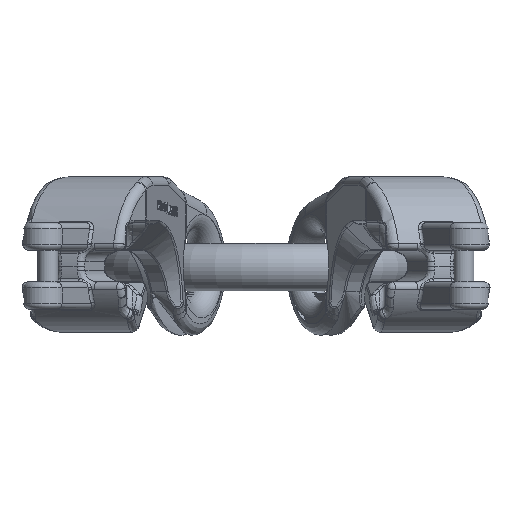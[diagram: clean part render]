
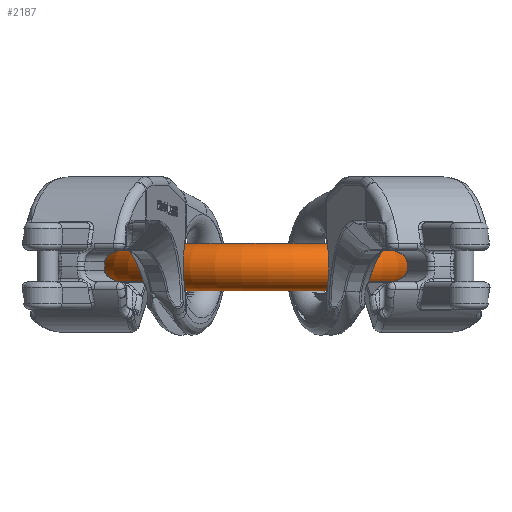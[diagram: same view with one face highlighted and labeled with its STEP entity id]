
A CAD part, front view. The second image highlights one B-rep face of the part: STEP entity #2187.
In plain terms, the highlighted toroidal (fillet/blend) face has major radius 48.25 mm and minor radius 8.25 mm.
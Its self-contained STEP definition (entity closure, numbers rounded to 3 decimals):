
#1696=TOROIDAL_SURFACE('',#18184,48.25,8.25);
#2187=ADVANCED_FACE('',(#4163,#4164),#1696,.T.);
#3614=CIRCLE('',#18175,8.25);
#3615=CIRCLE('',#18177,8.25);
#4163=FACE_BOUND('',#4270,.T.);
#4164=FACE_BOUND('',#4271,.T.);
#4270=EDGE_LOOP('',(#6734));
#4271=EDGE_LOOP('',(#6735));
#6734=ORIENTED_EDGE('',*,*,#13676,.F.);
#6735=ORIENTED_EDGE('',*,*,#13675,.T.);
#12023=VERTEX_POINT('',#24148);
#12024=VERTEX_POINT('',#24151);
#13675=EDGE_CURVE('',#12023,#12023,#3614,.T.);
#13676=EDGE_CURVE('',#12024,#12024,#3615,.T.);
#18175=AXIS2_PLACEMENT_3D('',#24147,#19671,#19672);
#18177=AXIS2_PLACEMENT_3D('',#24150,#19675,#19676);
#18184=AXIS2_PLACEMENT_3D('',#24161,#19689,#19690);
#19671=DIRECTION('',(0.,-1.,0.));
#19672=DIRECTION('',(-1.,0.,0.));
#19675=DIRECTION('',(0.,1.,0.));
#19676=DIRECTION('',(1.,0.,0.));
#19689=DIRECTION('',(0.,0.,1.));
#19690=DIRECTION('',(1.,0.,0.));
#24147=CARTESIAN_POINT('',(47.569,-12.2,0.));
#24148=CARTESIAN_POINT('',(39.319,-12.2,0.));
#24150=CARTESIAN_POINT('',(-48.931,-12.2,0.));
#24151=CARTESIAN_POINT('',(-40.681,-12.2,0.));
#24161=CARTESIAN_POINT('',(-0.681,-12.2,0.));
